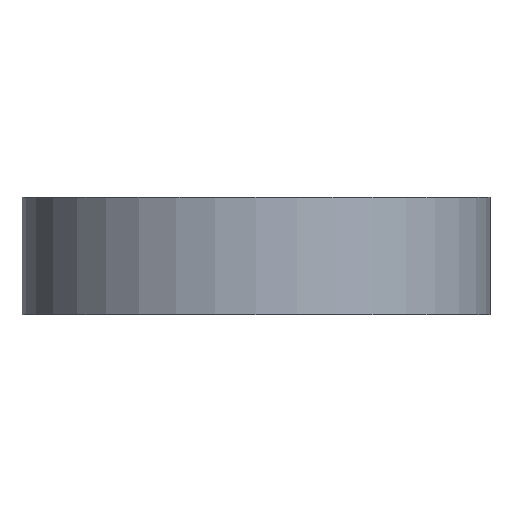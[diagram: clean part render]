
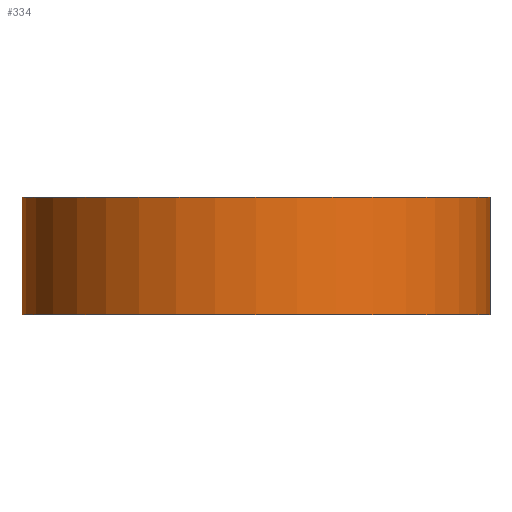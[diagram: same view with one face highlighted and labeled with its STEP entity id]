
A CAD part, front view. The second image highlights one B-rep face of the part: STEP entity #334.
In plain terms, the highlighted cylindrical face has radius 30 mm (diameter 60 mm), a partial arc.
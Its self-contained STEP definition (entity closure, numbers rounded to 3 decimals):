
#6 = FACE_OUTER_BOUND ( 'NONE', #739, .T. ) ;
#9 = CARTESIAN_POINT ( 'NONE',  ( 0., 0., 15. ) ) ;
#18 = CIRCLE ( 'NONE', #809, 30. ) ;
#74 = DIRECTION ( 'NONE',  ( 0., 0., -1. ) ) ;
#87 = VERTEX_POINT ( 'NONE', #270 ) ;
#125 = DIRECTION ( 'NONE',  ( 0., 0., -1. ) ) ;
#170 = LINE ( 'NONE', #527, #609 ) ;
#183 = CARTESIAN_POINT ( 'NONE',  ( 0., 0., 15. ) ) ;
#192 = VERTEX_POINT ( 'NONE', #446 ) ;
#200 = CARTESIAN_POINT ( 'NONE',  ( 30., 0., 15. ) ) ;
#270 = CARTESIAN_POINT ( 'NONE',  ( 30., 0., 15. ) ) ;
#294 = CARTESIAN_POINT ( 'NONE',  ( -30., 0., 0. ) ) ;
#334 = ADVANCED_FACE ( 'NONE', ( #6 ), #888, .T. ) ;
#372 = CARTESIAN_POINT ( 'NONE',  ( 0., 0., 0. ) ) ;
#413 = ORIENTED_EDGE ( 'NONE', *, *, #501, .F. ) ;
#423 = EDGE_CURVE ( 'NONE', #87, #192, #18, .T. ) ;
#446 = CARTESIAN_POINT ( 'NONE',  ( -30., 0., 15. ) ) ;
#464 = DIRECTION ( 'NONE',  ( -1., 0., 0. ) ) ;
#497 = EDGE_CURVE ( 'NONE', #192, #575, #170, .T. ) ;
#501 = EDGE_CURVE ( 'NONE', #87, #1070, #835, .T. ) ;
#517 = DIRECTION ( 'NONE',  ( -1., 0., 0. ) ) ;
#527 = CARTESIAN_POINT ( 'NONE',  ( -30., 0., 15. ) ) ;
#575 = VERTEX_POINT ( 'NONE', #294 ) ;
#582 = ORIENTED_EDGE ( 'NONE', *, *, #423, .T. ) ;
#609 = VECTOR ( 'NONE', #125, 1000. ) ;
#646 = AXIS2_PLACEMENT_3D ( 'NONE', #9, #74, #981 ) ;
#682 = CIRCLE ( 'NONE', #919, 30. ) ;
#709 = DIRECTION ( 'NONE',  ( 0., 0., -1. ) ) ;
#739 = EDGE_LOOP ( 'NONE', ( #413, #582, #1030, #918 ) ) ;
#758 = EDGE_CURVE ( 'NONE', #1070, #575, #682, .T. ) ;
#809 = AXIS2_PLACEMENT_3D ( 'NONE', #183, #1017, #517 ) ;
#835 = LINE ( 'NONE', #200, #995 ) ;
#888 = CYLINDRICAL_SURFACE ( 'NONE', #646, 30. ) ;
#918 = ORIENTED_EDGE ( 'NONE', *, *, #758, .F. ) ;
#919 = AXIS2_PLACEMENT_3D ( 'NONE', #372, #1042, #464 ) ;
#945 = CARTESIAN_POINT ( 'NONE',  ( 30., 0., 0. ) ) ;
#981 = DIRECTION ( 'NONE',  ( -1., 0., 0. ) ) ;
#995 = VECTOR ( 'NONE', #709, 1000. ) ;
#1017 = DIRECTION ( 'NONE',  ( 0., 0., -1. ) ) ;
#1030 = ORIENTED_EDGE ( 'NONE', *, *, #497, .T. ) ;
#1042 = DIRECTION ( 'NONE',  ( 0., 0., -1. ) ) ;
#1070 = VERTEX_POINT ( 'NONE', #945 ) ;
